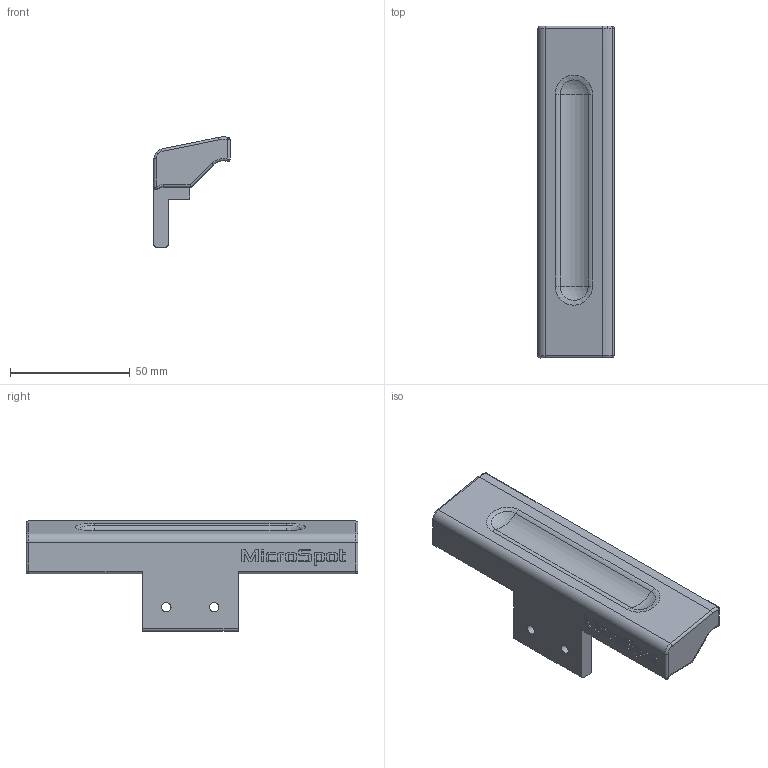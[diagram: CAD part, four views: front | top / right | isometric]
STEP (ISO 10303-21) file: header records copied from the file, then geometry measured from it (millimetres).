
FILE_DESCRIPTION(('FreeCAD Model'),'2;1');
FILE_NAME('LAxisShield.step','2017-02-03T16:36:05',('Author'),(''), 'Open CASCADE STEP processor 6.8','FreeCAD','Unknown');
FILE_SCHEMA(('AUTOMOTIVE_DESIGN_CC2 { 1 2 10303 214 -1 1 5 4 }'));
Length unit declared in the file: millimetre
Products named in the file (2): ASSEMBLY; LAxisShield
Assembly tree (1 placements, depth 2):
  ASSEMBLY
    LAxisShield
Bounding box: 31.8 x 138.5 x 46 mm (x, y, z)
Volume: 55633.6 mm3; surface area: 17156.2 mm2
Topology: 1 solids, 1 shells, 199 faces, 521 edges, 332 vertices
Faces by surface type: plane 114, extrusion 36, cylinder 30, torus 9, sphere 8, bspline 2
Full cylindrical faces by diameter (mm): 4 x2
Entity records: 13991 total; most frequent: CARTESIAN_POINT 3784, DIRECTION 1782, VECTOR 1294, LINE 1258, ORIENTED_EDGE 1030, PCURVE 1030, DEFINITIONAL_REPRESENTATION 1030, EDGE_CURVE 515
